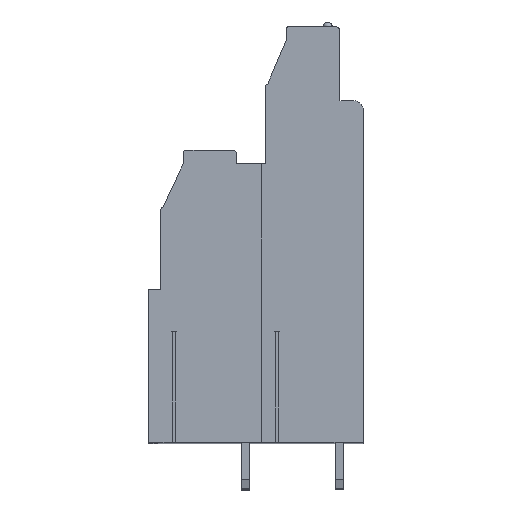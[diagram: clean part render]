
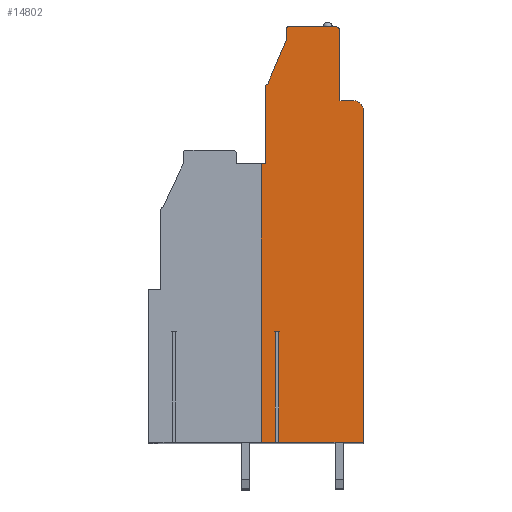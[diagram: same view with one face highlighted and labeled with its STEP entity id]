
A CAD part, top view. The second image highlights one B-rep face of the part: STEP entity #14802.
In plain terms, the highlighted planar face has unit normal (0, 0, 1).
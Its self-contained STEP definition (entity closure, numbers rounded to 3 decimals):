
#13=DIRECTION('',(1.,0.,0.));
#14=VECTOR('',#13,0.38);
#15=CARTESIAN_POINT('',(1.01,-18.05,78.74));
#16=LINE('',#15,#14);
#17=DIRECTION('',(0.,1.,0.));
#18=VECTOR('',#17,11.95);
#19=CARTESIAN_POINT('',(1.01,-30.,78.74));
#20=LINE('',#19,#18);
#21=DIRECTION('',(1.,0.,0.));
#22=VECTOR('',#21,1.51);
#23=CARTESIAN_POINT('',(-0.5,-30.,78.74));
#24=LINE('',#23,#22);
#25=DIRECTION('',(0.,1.,0.));
#26=VECTOR('',#25,30.);
#27=CARTESIAN_POINT('',(-0.5,-30.,78.74));
#28=LINE('',#27,#26);
#29=DIRECTION('',(-1.,0.,0.));
#30=VECTOR('',#29,0.5);
#31=CARTESIAN_POINT('',(0.,0.,78.74));
#32=LINE('',#31,#30);
#33=DIRECTION('',(0.,-1.,0.));
#34=VECTOR('',#33,8.4);
#35=CARTESIAN_POINT('',(0.,8.4,78.74));
#36=LINE('',#35,#34);
#37=CARTESIAN_POINT('',(0.2,8.4,78.74));
#38=DIRECTION('',(0.,0.,1.));
#39=DIRECTION('',(0.,1.,0.));
#40=AXIS2_PLACEMENT_3D('',#37,#38,#39);
#42=DIRECTION('',(-0.392,-0.92,0.));
#43=VECTOR('',#42,5.108);
#44=CARTESIAN_POINT('',(2.2,13.3,78.74));
#45=LINE('',#44,#43);
#46=DIRECTION('',(0.,-1.,0.));
#47=VECTOR('',#46,1.2);
#48=CARTESIAN_POINT('',(2.2,14.5,78.74));
#49=LINE('',#48,#47);
#50=CARTESIAN_POINT('',(2.5,14.5,78.74));
#51=DIRECTION('',(0.,0.,1.));
#52=DIRECTION('',(0.,1.,0.));
#53=AXIS2_PLACEMENT_3D('',#50,#51,#52);
#55=DIRECTION('',(-1.,0.,0.));
#56=VECTOR('',#55,5.);
#57=CARTESIAN_POINT('',(7.5,14.8,78.74));
#58=LINE('',#57,#56);
#59=CARTESIAN_POINT('',(7.5,14.3,78.74));
#60=DIRECTION('',(0.,0.,1.));
#61=DIRECTION('',(1.,0.,0.));
#62=AXIS2_PLACEMENT_3D('',#59,#60,#61);
#64=DIRECTION('',(0.,1.,0.));
#65=VECTOR('',#64,7.5);
#66=CARTESIAN_POINT('',(8.,6.8,78.74));
#67=LINE('',#66,#65);
#68=DIRECTION('',(-1.,0.,0.));
#69=VECTOR('',#68,1.5);
#70=CARTESIAN_POINT('',(9.5,6.8,78.74));
#71=LINE('',#70,#69);
#72=CARTESIAN_POINT('',(9.5,5.8,78.74));
#73=DIRECTION('',(0.,0.,1.));
#74=DIRECTION('',(1.,0.,0.));
#75=AXIS2_PLACEMENT_3D('',#72,#73,#74);
#77=DIRECTION('',(0.,1.,0.));
#78=VECTOR('',#77,35.8);
#79=CARTESIAN_POINT('',(10.5,-30.,78.74));
#80=LINE('',#79,#78);
#81=DIRECTION('',(1.,0.,0.));
#82=VECTOR('',#81,9.11);
#83=CARTESIAN_POINT('',(1.39,-30.,78.74));
#84=LINE('',#83,#82);
#85=DIRECTION('',(0.,1.,0.));
#86=VECTOR('',#85,11.95);
#87=CARTESIAN_POINT('',(1.39,-30.,78.74));
#88=LINE('',#87,#86);
#11375=CARTESIAN_POINT('',(10.5,-30.,78.74));
#11376=CARTESIAN_POINT('',(10.5,5.8,78.74));
#11377=VERTEX_POINT('',#11375);
#11378=VERTEX_POINT('',#11376);
#11379=CARTESIAN_POINT('',(9.5,6.8,78.74));
#11380=VERTEX_POINT('',#11379);
#11381=CARTESIAN_POINT('',(8.,6.8,78.74));
#11382=VERTEX_POINT('',#11381);
#11383=CARTESIAN_POINT('',(8.,14.3,78.74));
#11384=VERTEX_POINT('',#11383);
#11385=CARTESIAN_POINT('',(7.5,14.8,78.74));
#11386=VERTEX_POINT('',#11385);
#11387=CARTESIAN_POINT('',(2.5,14.8,78.74));
#11388=VERTEX_POINT('',#11387);
#11389=CARTESIAN_POINT('',(2.2,14.5,78.74));
#11390=VERTEX_POINT('',#11389);
#11391=CARTESIAN_POINT('',(2.2,13.3,78.74));
#11392=VERTEX_POINT('',#11391);
#11393=CARTESIAN_POINT('',(0.2,8.6,78.74));
#11394=VERTEX_POINT('',#11393);
#11395=CARTESIAN_POINT('',(0.,8.4,78.74));
#11396=VERTEX_POINT('',#11395);
#11397=CARTESIAN_POINT('',(0.,0.,78.74));
#11398=VERTEX_POINT('',#11397);
#11423=CARTESIAN_POINT('',(-0.5,-30.,78.74));
#11424=CARTESIAN_POINT('',(-0.5,0.,78.74));
#11425=VERTEX_POINT('',#11423);
#11426=VERTEX_POINT('',#11424);
#11507=CARTESIAN_POINT('',(1.01,-18.05,78.74));
#11508=CARTESIAN_POINT('',(1.39,-18.05,78.74));
#11509=VERTEX_POINT('',#11507);
#11510=VERTEX_POINT('',#11508);
#11511=CARTESIAN_POINT('',(1.01,-30.,78.74));
#11512=VERTEX_POINT('',#11511);
#11513=CARTESIAN_POINT('',(1.39,-30.,78.74));
#11514=VERTEX_POINT('',#11513);
#14759=CARTESIAN_POINT('',(0.,0.,78.74));
#14760=DIRECTION('',(0.,0.,1.));
#14761=DIRECTION('',(1.,0.,0.));
#14762=AXIS2_PLACEMENT_3D('',#14759,#14760,#14761);
#14763=PLANE('',#14762);
#14765=ORIENTED_EDGE('',*,*,#14764,.F.);
#14767=ORIENTED_EDGE('',*,*,#14766,.F.);
#14769=ORIENTED_EDGE('',*,*,#14768,.F.);
#14771=ORIENTED_EDGE('',*,*,#14770,.T.);
#14773=ORIENTED_EDGE('',*,*,#14772,.F.);
#14775=ORIENTED_EDGE('',*,*,#14774,.F.);
#14777=ORIENTED_EDGE('',*,*,#14776,.F.);
#14779=ORIENTED_EDGE('',*,*,#14778,.F.);
#14781=ORIENTED_EDGE('',*,*,#14780,.F.);
#14783=ORIENTED_EDGE('',*,*,#14782,.F.);
#14785=ORIENTED_EDGE('',*,*,#14784,.F.);
#14787=ORIENTED_EDGE('',*,*,#14786,.F.);
#14789=ORIENTED_EDGE('',*,*,#14788,.F.);
#14791=ORIENTED_EDGE('',*,*,#14790,.F.);
#14793=ORIENTED_EDGE('',*,*,#14792,.F.);
#14795=ORIENTED_EDGE('',*,*,#14794,.F.);
#14797=ORIENTED_EDGE('',*,*,#14796,.F.);
#14799=ORIENTED_EDGE('',*,*,#14798,.T.);
#14800=EDGE_LOOP('',(#14765,#14767,#14769,#14771,#14773,#14775,#14777,#14779,
#14781,#14783,#14785,#14787,#14789,#14791,#14793,#14795,#14797,#14799));
#14801=FACE_OUTER_BOUND('',#14800,.F.);
#41=CIRCLE('',#40,0.2);
#54=CIRCLE('',#53,0.3);
#63=CIRCLE('',#62,0.5);
#76=CIRCLE('',#75,1.);
#14764=EDGE_CURVE('',#11509,#11510,#16,.T.);
#14766=EDGE_CURVE('',#11512,#11509,#20,.T.);
#14768=EDGE_CURVE('',#11425,#11512,#24,.T.);
#14770=EDGE_CURVE('',#11425,#11426,#28,.T.);
#14772=EDGE_CURVE('',#11398,#11426,#32,.T.);
#14774=EDGE_CURVE('',#11396,#11398,#36,.T.);
#14776=EDGE_CURVE('',#11394,#11396,#41,.T.);
#14778=EDGE_CURVE('',#11392,#11394,#45,.T.);
#14780=EDGE_CURVE('',#11390,#11392,#49,.T.);
#14782=EDGE_CURVE('',#11388,#11390,#54,.T.);
#14784=EDGE_CURVE('',#11386,#11388,#58,.T.);
#14786=EDGE_CURVE('',#11384,#11386,#63,.T.);
#14788=EDGE_CURVE('',#11382,#11384,#67,.T.);
#14790=EDGE_CURVE('',#11380,#11382,#71,.T.);
#14792=EDGE_CURVE('',#11378,#11380,#76,.T.);
#14794=EDGE_CURVE('',#11377,#11378,#80,.T.);
#14796=EDGE_CURVE('',#11514,#11377,#84,.T.);
#14798=EDGE_CURVE('',#11514,#11510,#88,.T.);
#14802=ADVANCED_FACE('',(#14801),#14763,.T.);
